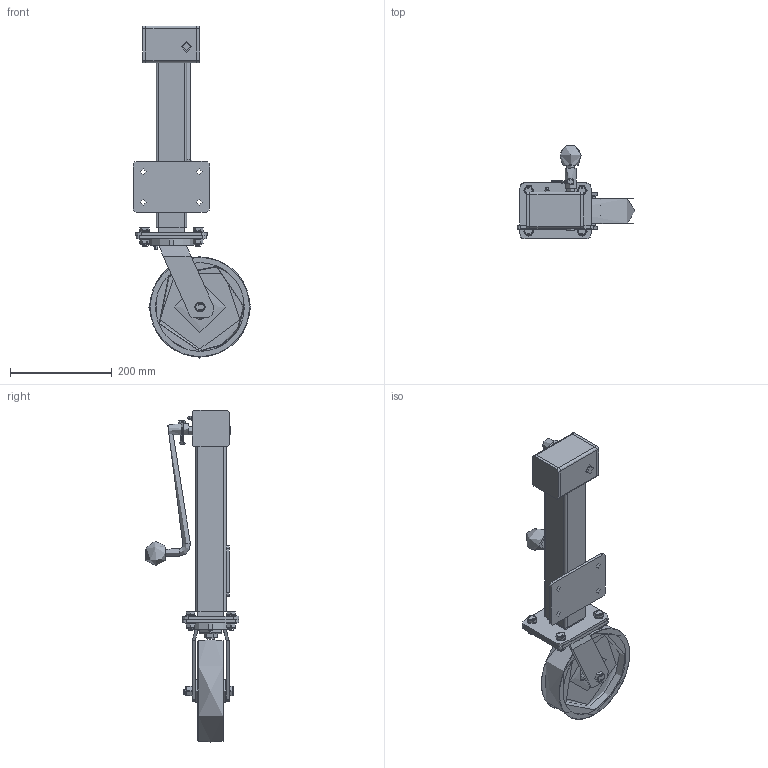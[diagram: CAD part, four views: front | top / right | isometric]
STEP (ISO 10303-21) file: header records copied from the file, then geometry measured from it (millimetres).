
FILE_DESCRIPTION(/* description */ (''),/* implementation_level */ '2;1');
FILE_NAME(/* name */ 'JAZHS200NYBRH.step',/* time_stamp */ '2024-08-01T11:57:11+01:00',/* author */ (''),/* organization */ (''),/* preprocessor_version */ 'ST-DEVELOPER v20',/* originating_system */ 'Autodesk Translation Framework v13.14.0.145',/* authorisation */ '');
FILE_SCHEMA (('AUTOMOTIVE_DESIGN { 1 0 10303 214 3 1 1 }'));
Products named in the file (78): JAZHS200NYBRH; BZV200WNYRB5 v1; NYLON WHEEL; NYLON WHEEL Geometry; CAP; ROLLER BEARING; CAGE; RIBS; JAZXHRH v1; JAZXHRH; BASE; BODY; RUBBER; PLATE; GOLD TUBE; HANDLE LOCATOR; PIN; PIN2; LOCK; GREASE NIPPLE; HAND GRIP; HANDLE; TUBEM20X60 v1; ZINC PLATED STEEL TUBE; BZMJ200AS - 60 v1; FABRICATED STEEL TOP PLATE (1); FABRICATED STEEL TOP PLATE Geometry (1); NUT (1); BOLT (1); FABRICATED STEEL FORKS (1); FABRICATED STEEL FORKS Geometry (1); GREESE NIPPLE (1); HEXBOLTM12X90Z8.8 v2; GRADE 8.8 ZINC PLATED BOLT; NYLOCM12Z14MM v1; NYLOC NUT; NUT (2); RUBBER (1); WM10X21X2 v1; ZINC PLATED WASHER ...
Assembly tree (77 placements, depth 5):
  JAZHS200NYBRH
    BZV200WNYRB5 v1
      NYLON WHEEL
        NYLON WHEEL Geometry
        CAP
      ROLLER BEARING
        CAGE
        RIBS
    JAZXHRH v1
      JAZXHRH
        BASE
        BODY
        RUBBER
        PLATE
        GOLD TUBE
        HANDLE LOCATOR
        PIN
          PIN2
          LOCK
        GREASE NIPPLE
        HAND GRIP
        HANDLE
    TUBEM20X60 v1
      ZINC PLATED STEEL TUBE
    BZMJ200AS - 60 v1
      FABRICATED STEEL TOP PLATE (1)
        FABRICATED STEEL TOP PLATE Geometry (1)
        NUT (1)
        BOLT (1)
      FABRICATED STEEL FORKS (1)
        FABRICATED STEEL FORKS Geometry (1)
        GREESE NIPPLE (1)
    HEXBOLTM12X90Z8.8 v2
      GRADE 8.8 ZINC PLATED BOLT
    NYLOCM12Z14MM v1
      NYLOC NUT
        NUT (2)
        RUBBER (1)
    WM10X21X2 v1
      ZINC PLATED WASHER
    WM10X21X2 v1 (1)
      ZINC PLATED WASHER (1)
    WM10X21X2 v1 (2)
      ZINC PLATED WASHER (2)
    WM10X21X2 v1 (3)
      ZINC PLATED WASHER (3)
    WM10X21X2 v1 (4)
      ZINC PLATED WASHER (4)
    WM10X21X2 v1 (5)
      ZINC PLATED WASHER (5)
    WM10X21X2 v1 (6)
      ZINC PLATED WASHER (6)
    WM10X21X2 v1 (7)
      ZINC PLATED WASHER (7)
    BOLTM10X30 v2
      ZINC PLATED STEEL BOLT
    BOLTM10X30 v2 (1)
      ZINC PLATED STEEL BOLT (1)
    BOLTM10X30 v2 (2)
      ZINC PLATED STEEL BOLT (2)
Bounding box: 231 x 183.34 x 651 mm (x, y, z)
Volume: 2632944.9 mm3; surface area: 663546.6 mm2
Topology: 52 solids, 52 shells, 1440 faces, 3502 edges, 2201 vertices
Faces by surface type: plane 579, cylinder 574, bspline 140, sphere 92, torus 42, cone 13
Full cylindrical faces by diameter (mm): 2 x10, 3 x1, 6.25 x3, 6.75 x1, 7.5 x8, 8 x1, 8.141 x24, 9.836 x16, 9.85 x48, 10 x12, 10.5 x8, 11 x4, 11.834 x16, 12 x12, 12.5 x1, 13 x2, 14 x2, 15 x3, 16 x12, 16.1 x1, 17.75 x1, 18.5 x1, 19.9 x1, 20 x9, 20.2 x2, 21 x3, 22 x1, 34 x3, 44 x1, 45 x1
Entity records: 70081 total; most frequent: CARTESIAN_POINT 35001, ORIENTED_EDGE 6970, DIRECTION 6822, EDGE_CURVE 3485, AXIS2_PLACEMENT_3D 2573, VERTEX_POINT 2201, LINE 1676, VECTOR 1676
